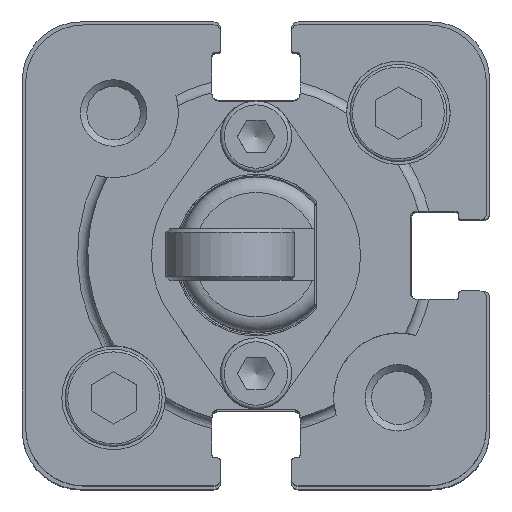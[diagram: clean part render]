
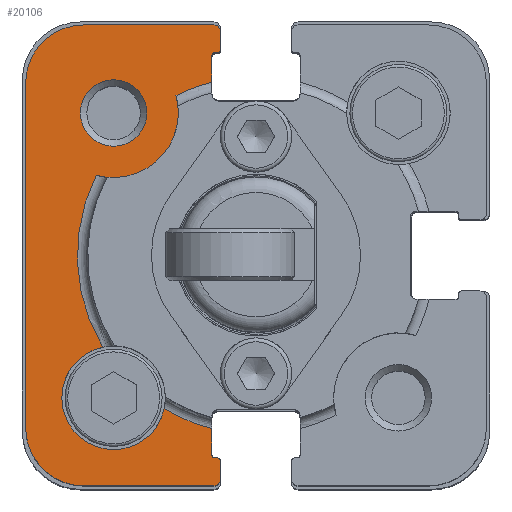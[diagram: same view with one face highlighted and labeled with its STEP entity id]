
A CAD part, top view. The second image highlights one B-rep face of the part: STEP entity #20106.
In plain terms, the highlighted planar face has unit normal (0, 0, 1).
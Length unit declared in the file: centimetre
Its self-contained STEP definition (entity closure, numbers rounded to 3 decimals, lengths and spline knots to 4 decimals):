
#775=FACE_BOUND($,#5848,.T.);
#1017=LINE($,#25881,#2502);
#1018=LINE($,#25885,#2503);
#1019=LINE($,#25889,#2504);
#1020=LINE($,#25893,#2505);
#1021=LINE($,#25897,#2506);
#1022=LINE($,#25901,#2507);
#1023=LINE($,#25905,#2508);
#1024=LINE($,#25909,#2509);
#1025=LINE($,#25913,#2510);
#2502=VECTOR($,#22631,0.2075);
#2503=VECTOR($,#22634,0.025);
#2504=VECTOR($,#22637,0.145);
#2505=VECTOR($,#22640,1.005);
#2506=VECTOR($,#22643,2.66);
#2507=VECTOR($,#22646,1.005);
#2508=VECTOR($,#22649,0.145);
#2509=VECTOR($,#22652,0.025);
#2510=VECTOR($,#22655,0.2075);
#3939=CIRCLE($,#21394,0.5);
#3940=CIRCLE($,#21395,1.38);
#3941=CIRCLE($,#21396,0.02);
#3942=CIRCLE($,#21397,0.02);
#3943=CIRCLE($,#21398,0.05);
#3944=CIRCLE($,#21399,0.45);
#3945=CIRCLE($,#21400,0.45);
#3946=CIRCLE($,#21401,0.05);
#3947=CIRCLE($,#21402,0.02);
#3948=CIRCLE($,#21403,0.02);
#3949=CIRCLE($,#21404,1.38);
#3950=CIRCLE($,#21405,0.4);
#3951=CIRCLE($,#21406,1.38);
#3952=CIRCLE($,#21407,0.2567);
#4220=PLANE($,#21393);
#4627=FACE_OUTER_BOUND($,#5847,.T.);
#5847=EDGE_LOOP($,(#14041,#14042,#14043,#14044,#14045,#14046,#14047,#14048,
#14049,#14050,#14051,#14052,#14053,#14054,#14055,#14056,#14057,#14058,#14059,
#14060,#14061,#14062));
#5848=EDGE_LOOP($,(#14063));
#8495=VERTEX_POINT($,#25875);
#8496=VERTEX_POINT($,#25876);
#8497=VERTEX_POINT($,#25878);
#8498=VERTEX_POINT($,#25880);
#8499=VERTEX_POINT($,#25882);
#8500=VERTEX_POINT($,#25884);
#8501=VERTEX_POINT($,#25886);
#8502=VERTEX_POINT($,#25888);
#8503=VERTEX_POINT($,#25890);
#8504=VERTEX_POINT($,#25892);
#8505=VERTEX_POINT($,#25894);
#8506=VERTEX_POINT($,#25896);
#8507=VERTEX_POINT($,#25898);
#8508=VERTEX_POINT($,#25900);
#8509=VERTEX_POINT($,#25902);
#8510=VERTEX_POINT($,#25904);
#8511=VERTEX_POINT($,#25906);
#8512=VERTEX_POINT($,#25908);
#8513=VERTEX_POINT($,#25910);
#8514=VERTEX_POINT($,#25912);
#8515=VERTEX_POINT($,#25914);
#8516=VERTEX_POINT($,#25916);
#8517=VERTEX_POINT($,#25919);
#10657=EDGE_CURVE($,#8495,#8496,#3939,.T.);
#10658=EDGE_CURVE($,#8497,#8496,#3940,.T.);
#10659=EDGE_CURVE($,#8498,#8497,#1017,.T.);
#10660=EDGE_CURVE($,#8499,#8498,#3941,.T.);
#10661=EDGE_CURVE($,#8500,#8499,#1018,.T.);
#10662=EDGE_CURVE($,#8501,#8500,#3942,.T.);
#10663=EDGE_CURVE($,#8502,#8501,#1019,.T.);
#10664=EDGE_CURVE($,#8503,#8502,#3943,.T.);
#10665=EDGE_CURVE($,#8504,#8503,#1020,.T.);
#10666=EDGE_CURVE($,#8505,#8504,#3944,.T.);
#10667=EDGE_CURVE($,#8506,#8505,#1021,.T.);
#10668=EDGE_CURVE($,#8507,#8506,#3945,.T.);
#10669=EDGE_CURVE($,#8508,#8507,#1022,.T.);
#10670=EDGE_CURVE($,#8509,#8508,#3946,.T.);
#10671=EDGE_CURVE($,#8510,#8509,#1023,.T.);
#10672=EDGE_CURVE($,#8511,#8510,#3947,.T.);
#10673=EDGE_CURVE($,#8512,#8511,#1024,.T.);
#10674=EDGE_CURVE($,#8513,#8512,#3948,.T.);
#10675=EDGE_CURVE($,#8514,#8513,#1025,.T.);
#10676=EDGE_CURVE($,#8515,#8514,#3949,.T.);
#10677=EDGE_CURVE($,#8515,#8516,#3950,.T.);
#10678=EDGE_CURVE($,#8495,#8516,#3951,.T.);
#10679=EDGE_CURVE($,#8517,#8517,#3952,.T.);
#14041=ORIENTED_EDGE($,*,*,#10657,.T.);
#14042=ORIENTED_EDGE($,*,*,#10658,.F.);
#14043=ORIENTED_EDGE($,*,*,#10659,.F.);
#14044=ORIENTED_EDGE($,*,*,#10660,.F.);
#14045=ORIENTED_EDGE($,*,*,#10661,.F.);
#14046=ORIENTED_EDGE($,*,*,#10662,.F.);
#14047=ORIENTED_EDGE($,*,*,#10663,.F.);
#14048=ORIENTED_EDGE($,*,*,#10664,.F.);
#14049=ORIENTED_EDGE($,*,*,#10665,.F.);
#14050=ORIENTED_EDGE($,*,*,#10666,.F.);
#14051=ORIENTED_EDGE($,*,*,#10667,.F.);
#14052=ORIENTED_EDGE($,*,*,#10668,.F.);
#14053=ORIENTED_EDGE($,*,*,#10669,.F.);
#14054=ORIENTED_EDGE($,*,*,#10670,.F.);
#14055=ORIENTED_EDGE($,*,*,#10671,.F.);
#14056=ORIENTED_EDGE($,*,*,#10672,.F.);
#14057=ORIENTED_EDGE($,*,*,#10673,.F.);
#14058=ORIENTED_EDGE($,*,*,#10674,.F.);
#14059=ORIENTED_EDGE($,*,*,#10675,.F.);
#14060=ORIENTED_EDGE($,*,*,#10676,.F.);
#14061=ORIENTED_EDGE($,*,*,#10677,.T.);
#14062=ORIENTED_EDGE($,*,*,#10678,.F.);
#14063=ORIENTED_EDGE($,*,*,#10679,.F.);
#20106=ADVANCED_FACE($,(#4627,#775),#4220,.T.);
#21393=AXIS2_PLACEMENT_3D($,#25874,#22625,#22626);
#21394=AXIS2_PLACEMENT_3D($,#25877,#22627,#22628);
#21395=AXIS2_PLACEMENT_3D($,#25879,#22629,#22630);
#21396=AXIS2_PLACEMENT_3D($,#25883,#22632,#22633);
#21397=AXIS2_PLACEMENT_3D($,#25887,#22635,#22636);
#21398=AXIS2_PLACEMENT_3D($,#25891,#22638,#22639);
#21399=AXIS2_PLACEMENT_3D($,#25895,#22641,#22642);
#21400=AXIS2_PLACEMENT_3D($,#25899,#22644,#22645);
#21401=AXIS2_PLACEMENT_3D($,#25903,#22647,#22648);
#21402=AXIS2_PLACEMENT_3D($,#25907,#22650,#22651);
#21403=AXIS2_PLACEMENT_3D($,#25911,#22653,#22654);
#21404=AXIS2_PLACEMENT_3D($,#25915,#22656,#22657);
#21405=AXIS2_PLACEMENT_3D($,#25917,#22658,#22659);
#21406=AXIS2_PLACEMENT_3D($,#25918,#22660,#22661);
#21407=AXIS2_PLACEMENT_3D($,#25920,#22662,#22663);
#22625=DIRECTION('center_axis',(0.,0.,1.));
#22626=DIRECTION('ref_axis',(1.,0.,0.));
#22627=DIRECTION('center_axis',(0.,0.,1.));
#22628=DIRECTION('ref_axis',(1.,0.,0.));
#22629=DIRECTION('center_axis',(0.,0.,1.));
#22630=DIRECTION('ref_axis',(-0.365,0.931,0.));
#22631=DIRECTION($,(0.,-1.,0.));
#22632=DIRECTION('center_axis',(0.,0.,1.));
#22633=DIRECTION('ref_axis',(0.,-1.,0.));
#22634=DIRECTION($,(-1.,0.,0.));
#22635=DIRECTION('center_axis',(0.,0.,-1.));
#22636=DIRECTION('ref_axis',(0.,-1.,0.));
#22637=DIRECTION($,(0.,-1.,0.));
#22638=DIRECTION('center_axis',(0.,0.,-1.));
#22639=DIRECTION('ref_axis',(1.,0.,0.));
#22640=DIRECTION($,(1.,0.,0.));
#22641=DIRECTION('center_axis',(0.,0.,-1.));
#22642=DIRECTION('ref_axis',(0.,1.,0.));
#22643=DIRECTION($,(0.,1.,0.));
#22644=DIRECTION('center_axis',(0.,0.,-1.));
#22645=DIRECTION('ref_axis',(-1.,0.,0.));
#22646=DIRECTION($,(-1.,0.,0.));
#22647=DIRECTION('center_axis',(0.,0.,-1.));
#22648=DIRECTION('ref_axis',(0.,-1.,0.));
#22649=DIRECTION($,(0.,-1.,0.));
#22650=DIRECTION('center_axis',(0.,0.,-1.));
#22651=DIRECTION('ref_axis',(1.,0.,0.));
#22652=DIRECTION($,(1.,0.,0.));
#22653=DIRECTION('center_axis',(0.,0.,1.));
#22654=DIRECTION('ref_axis',(1.,0.,0.));
#22655=DIRECTION($,(0.,-1.,0.));
#22656=DIRECTION('center_axis',(0.,0.,1.));
#22657=DIRECTION('ref_axis',(-0.405,-0.914,0.));
#22658=DIRECTION('center_axis',(0.,0.,-1.));
#22659=DIRECTION('ref_axis',(1.,0.,0.));
#22660=DIRECTION('center_axis',(0.,0.,1.));
#22661=DIRECTION('ref_axis',(-0.999,-0.043,0.));
#22662=DIRECTION('center_axis',(0.,0.,1.));
#22663=DIRECTION('ref_axis',(1.,0.,0.));
#25874=CARTESIAN_POINT('Origin',(-1.1332,0.,4.73));
#25875=CARTESIAN_POINT('',(-1.2338,0.6182,4.73));
#25876=CARTESIAN_POINT('',(-0.6182,1.2338,4.73));
#25877=CARTESIAN_POINT('Origin',(-1.1,1.1,4.73));
#25878=CARTESIAN_POINT('',(-0.34,1.3375,4.73));
#25879=CARTESIAN_POINT('Origin',(0.,0.,4.73));
#25880=CARTESIAN_POINT('',(-0.34,1.545,4.73));
#25881=CARTESIAN_POINT($,(-0.34,1.545,4.73));
#25882=CARTESIAN_POINT('',(-0.32,1.565,4.73));
#25883=CARTESIAN_POINT('Origin',(-0.32,1.545,4.73));
#25884=CARTESIAN_POINT('',(-0.295,1.565,4.73));
#25885=CARTESIAN_POINT($,(-0.295,1.565,4.73));
#25886=CARTESIAN_POINT('',(-0.275,1.585,4.73));
#25887=CARTESIAN_POINT('Origin',(-0.295,1.585,4.73));
#25888=CARTESIAN_POINT('',(-0.275,1.73,4.73));
#25889=CARTESIAN_POINT($,(-0.275,1.73,4.73));
#25890=CARTESIAN_POINT('',(-0.325,1.78,4.73));
#25891=CARTESIAN_POINT('Origin',(-0.325,1.73,4.73));
#25892=CARTESIAN_POINT('',(-1.33,1.78,4.73));
#25893=CARTESIAN_POINT($,(-1.33,1.78,4.73));
#25894=CARTESIAN_POINT('',(-1.78,1.33,4.73));
#25895=CARTESIAN_POINT('Origin',(-1.33,1.33,4.73));
#25896=CARTESIAN_POINT('',(-1.78,-1.33,4.73));
#25897=CARTESIAN_POINT($,(-1.78,-1.33,4.73));
#25898=CARTESIAN_POINT('',(-1.33,-1.78,4.73));
#25899=CARTESIAN_POINT('Origin',(-1.33,-1.33,4.73));
#25900=CARTESIAN_POINT('',(-0.325,-1.78,4.73));
#25901=CARTESIAN_POINT($,(-0.325,-1.78,4.73));
#25902=CARTESIAN_POINT('',(-0.275,-1.73,4.73));
#25903=CARTESIAN_POINT('Origin',(-0.325,-1.73,4.73));
#25904=CARTESIAN_POINT('',(-0.275,-1.585,4.73));
#25905=CARTESIAN_POINT($,(-0.275,-1.585,4.73));
#25906=CARTESIAN_POINT('',(-0.295,-1.565,4.73));
#25907=CARTESIAN_POINT('Origin',(-0.295,-1.585,4.73));
#25908=CARTESIAN_POINT('',(-0.32,-1.565,4.73));
#25909=CARTESIAN_POINT($,(-0.32,-1.565,4.73));
#25910=CARTESIAN_POINT('',(-0.34,-1.545,4.73));
#25911=CARTESIAN_POINT('Origin',(-0.32,-1.545,4.73));
#25912=CARTESIAN_POINT('',(-0.34,-1.3375,4.73));
#25913=CARTESIAN_POINT($,(-0.34,-1.3375,4.73));
#25914=CARTESIAN_POINT('',(-0.7089,-1.184,4.73));
#25915=CARTESIAN_POINT('Origin',(0.,0.,4.73));
#25916=CARTESIAN_POINT('',(-1.184,-0.7089,4.73));
#25917=CARTESIAN_POINT('Origin',(-1.1,-1.1,4.73));
#25918=CARTESIAN_POINT('Origin',(0.,0.,4.73));
#25919=CARTESIAN_POINT('',(-1.3567,1.1,4.73));
#25920=CARTESIAN_POINT('Origin',(-1.1,1.1,4.73));
